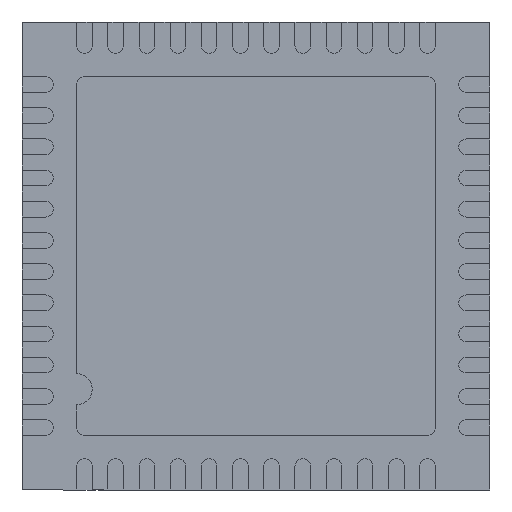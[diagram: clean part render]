
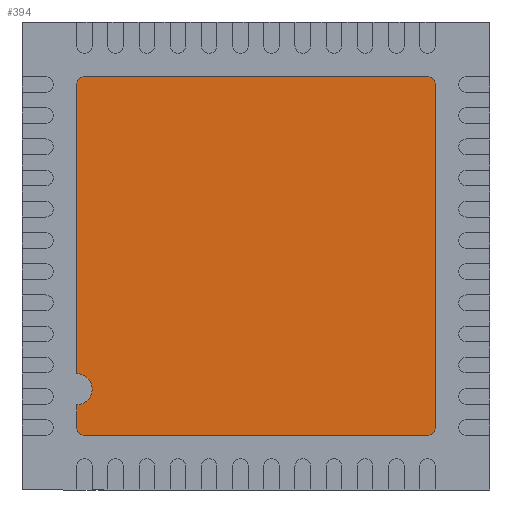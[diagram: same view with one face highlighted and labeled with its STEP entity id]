
A CAD part, front view. The second image highlights one B-rep face of the part: STEP entity #394.
In plain terms, the highlighted planar face has unit normal (0, -1, 0).
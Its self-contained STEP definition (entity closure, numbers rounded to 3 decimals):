
#150 = EDGE_CURVE ( 'NONE', #15786, #7619, #9195, .T. ) ;
#394 = ADVANCED_FACE ( 'NONE', ( #12211 ), #858, .T. ) ;
#562 = CARTESIAN_POINT ( 'NONE',  ( -2.3, 0., 2.2 ) ) ;
#852 = EDGE_CURVE ( 'NONE', #10640, #7033, #6802, .T. ) ;
#858 = PLANE ( 'NONE',  #14246 ) ;
#951 = CARTESIAN_POINT ( 'NONE',  ( 2.2, 0., -2.3 ) ) ;
#1518 = EDGE_LOOP ( 'NONE', ( #11995, #12048, #12468, #16325, #10715, #12824, #2482, #12610, #15398, #15768 ) ) ;
#1727 = EDGE_CURVE ( 'NONE', #6609, #15108, #12989, .T. ) ;
#2176 = CIRCLE ( 'NONE', #12759, 0.1 ) ;
#2186 = CARTESIAN_POINT ( 'NONE',  ( 2.2, 0., 2.3 ) ) ;
#2248 = VECTOR ( 'NONE', #3352, 1000. ) ;
#2482 = ORIENTED_EDGE ( 'NONE', *, *, #150, .T. ) ;
#2600 = EDGE_CURVE ( 'NONE', #11828, #15786, #6874, .T. ) ;
#2875 = CARTESIAN_POINT ( 'NONE',  ( 2.2, 0., 2.3 ) ) ;
#2919 = VECTOR ( 'NONE', #6846, 1000. ) ;
#2942 = DIRECTION ( 'NONE',  ( 0., -1., 0. ) ) ;
#3040 = VECTOR ( 'NONE', #10511, 1000. ) ;
#3212 = VERTEX_POINT ( 'NONE', #8406 ) ;
#3352 = DIRECTION ( 'NONE',  ( 1., 0., 0. ) ) ;
#3471 = EDGE_CURVE ( 'NONE', #15108, #10640, #15663, .T. ) ;
#3613 = EDGE_CURVE ( 'NONE', #3212, #6609, #2176, .T. ) ;
#4094 = CARTESIAN_POINT ( 'NONE',  ( -2.2, 0., -2.2 ) ) ;
#4184 = CARTESIAN_POINT ( 'NONE',  ( -2.2, 0., 2.2 ) ) ;
#4230 = VECTOR ( 'NONE', #7958, 1000. ) ;
#4843 = CARTESIAN_POINT ( 'NONE',  ( 2.2, 0., 2.2 ) ) ;
#4944 = AXIS2_PLACEMENT_3D ( 'NONE', #5519, #10643, #14529 ) ;
#5015 = CARTESIAN_POINT ( 'NONE',  ( -2.3, 0., -1.908 ) ) ;
#5519 = CARTESIAN_POINT ( 'NONE',  ( -2.3, 0., -1.708 ) ) ;
#5911 = CARTESIAN_POINT ( 'NONE',  ( 2.2, 0., 2.2 ) ) ;
#6479 = CARTESIAN_POINT ( 'NONE',  ( -2.2, 0., 2.3 ) ) ;
#6609 = VERTEX_POINT ( 'NONE', #2186 ) ;
#6714 = LINE ( 'NONE', #15097, #3040 ) ;
#6802 = LINE ( 'NONE', #10518, #4230 ) ;
#6846 = DIRECTION ( 'NONE',  ( -1., 0., 0. ) ) ;
#6874 = LINE ( 'NONE', #13253, #13260 ) ;
#7033 = VERTEX_POINT ( 'NONE', #13758 ) ;
#7251 = DIRECTION ( 'NONE',  ( 0., -1., 0. ) ) ;
#7619 = VERTEX_POINT ( 'NONE', #11790 ) ;
#7734 = DIRECTION ( 'NONE',  ( 0., -1., 0. ) ) ;
#7901 = DIRECTION ( 'NONE',  ( 0., 0., -1. ) ) ;
#7958 = DIRECTION ( 'NONE',  ( 0., 0., -1. ) ) ;
#8406 = CARTESIAN_POINT ( 'NONE',  ( 2.3, 0., 2.2 ) ) ;
#8518 = AXIS2_PLACEMENT_3D ( 'NONE', #4184, #2942, #7901 ) ;
#9129 = DIRECTION ( 'NONE',  ( 0., 0., 1. ) ) ;
#9137 = DIRECTION ( 'NONE',  ( 0., 0., -1. ) ) ;
#9195 = CIRCLE ( 'NONE', #16357, 0.1 ) ;
#9709 = DIRECTION ( 'NONE',  ( 0., 0., -1. ) ) ;
#10042 = CARTESIAN_POINT ( 'NONE',  ( 2.3, 0., -2.2 ) ) ;
#10511 = DIRECTION ( 'NONE',  ( 0., 0., 1. ) ) ;
#10518 = CARTESIAN_POINT ( 'NONE',  ( -2.3, 0., -1.508 ) ) ;
#10640 = VERTEX_POINT ( 'NONE', #562 ) ;
#10643 = DIRECTION ( 'NONE',  ( 0., 1., 0. ) ) ;
#10715 = ORIENTED_EDGE ( 'NONE', *, *, #11068, .T. ) ;
#10751 = CIRCLE ( 'NONE', #4944, 0.2 ) ;
#11068 = EDGE_CURVE ( 'NONE', #7033, #11828, #10751, .T. ) ;
#11790 = CARTESIAN_POINT ( 'NONE',  ( -2.2, 0., -2.3 ) ) ;
#11828 = VERTEX_POINT ( 'NONE', #5015 ) ;
#11995 = ORIENTED_EDGE ( 'NONE', *, *, #3613, .T. ) ;
#12048 = ORIENTED_EDGE ( 'NONE', *, *, #1727, .T. ) ;
#12211 = FACE_OUTER_BOUND ( 'NONE', #1518, .T. ) ;
#12468 = ORIENTED_EDGE ( 'NONE', *, *, #3471, .T. ) ;
#12610 = ORIENTED_EDGE ( 'NONE', *, *, #16293, .T. ) ;
#12728 = AXIS2_PLACEMENT_3D ( 'NONE', #15607, #15526, #9137 ) ;
#12759 = AXIS2_PLACEMENT_3D ( 'NONE', #4843, #7251, #15844 ) ;
#12824 = ORIENTED_EDGE ( 'NONE', *, *, #2600, .T. ) ;
#12989 = LINE ( 'NONE', #2875, #2919 ) ;
#13040 = VERTEX_POINT ( 'NONE', #15027 ) ;
#13090 = DIRECTION ( 'NONE',  ( 0., 0., -1. ) ) ;
#13253 = CARTESIAN_POINT ( 'NONE',  ( -2.3, 0., -2.2 ) ) ;
#13260 = VECTOR ( 'NONE', #13090, 1000. ) ;
#13264 = CIRCLE ( 'NONE', #12728, 0.1 ) ;
#13758 = CARTESIAN_POINT ( 'NONE',  ( -2.3, 0., -1.508 ) ) ;
#14246 = AXIS2_PLACEMENT_3D ( 'NONE', #5911, #16011, #9709 ) ;
#14406 = EDGE_CURVE ( 'NONE', #13040, #14698, #13264, .T. ) ;
#14529 = DIRECTION ( 'NONE',  ( 0., 0., -1. ) ) ;
#14688 = LINE ( 'NONE', #951, #2248 ) ;
#14698 = VERTEX_POINT ( 'NONE', #10042 ) ;
#15027 = CARTESIAN_POINT ( 'NONE',  ( 2.2, 0., -2.3 ) ) ;
#15097 = CARTESIAN_POINT ( 'NONE',  ( 2.3, 0., -2.2 ) ) ;
#15108 = VERTEX_POINT ( 'NONE', #6479 ) ;
#15398 = ORIENTED_EDGE ( 'NONE', *, *, #14406, .T. ) ;
#15526 = DIRECTION ( 'NONE',  ( 0., -1., 0. ) ) ;
#15607 = CARTESIAN_POINT ( 'NONE',  ( 2.2, 0., -2.2 ) ) ;
#15663 = CIRCLE ( 'NONE', #8518, 0.1 ) ;
#15768 = ORIENTED_EDGE ( 'NONE', *, *, #16360, .T. ) ;
#15786 = VERTEX_POINT ( 'NONE', #15963 ) ;
#15844 = DIRECTION ( 'NONE',  ( 0., 0., -1. ) ) ;
#15963 = CARTESIAN_POINT ( 'NONE',  ( -2.3, 0., -2.2 ) ) ;
#16011 = DIRECTION ( 'NONE',  ( 0., -1., 0. ) ) ;
#16293 = EDGE_CURVE ( 'NONE', #7619, #13040, #14688, .T. ) ;
#16325 = ORIENTED_EDGE ( 'NONE', *, *, #852, .T. ) ;
#16357 = AXIS2_PLACEMENT_3D ( 'NONE', #4094, #7734, #9129 ) ;
#16360 = EDGE_CURVE ( 'NONE', #14698, #3212, #6714, .T. ) ;
